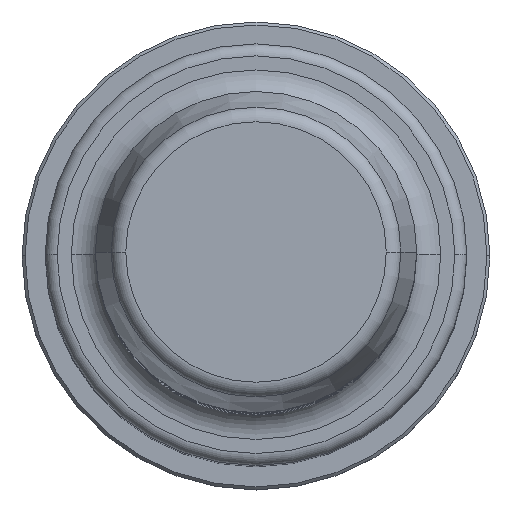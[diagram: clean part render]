
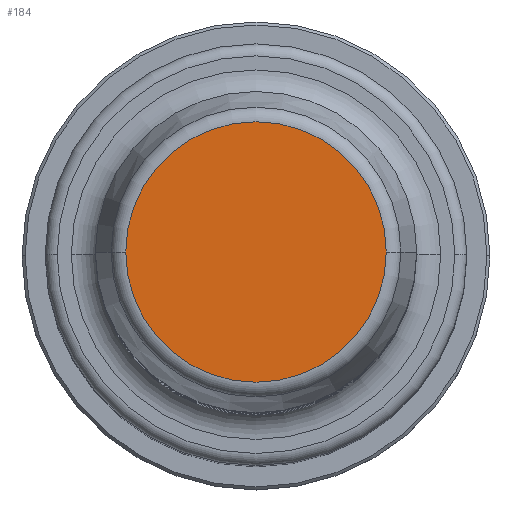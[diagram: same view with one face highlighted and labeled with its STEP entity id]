
A CAD part, top view. The second image highlights one B-rep face of the part: STEP entity #184.
In plain terms, the highlighted planar face has unit normal (0, 0, 1).
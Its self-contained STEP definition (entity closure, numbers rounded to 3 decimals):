
#184=ADVANCED_FACE('',(#373),#374,.T.);
#373=FACE_OUTER_BOUND('',#567,.T.);
#374=PLANE('',#568);
#567=EDGE_LOOP('',(#1000,#1001));
#568=AXIS2_PLACEMENT_3D('',#1002,#1003,#1004);
#1000=ORIENTED_EDGE('',*,*,#1252,.T.);
#1001=ORIENTED_EDGE('',*,*,#1168,.T.);
#1002=CARTESIAN_POINT('',(8.0,0.0,231.0));
#1003=DIRECTION('',(0.0,0.0,1.0));
#1004=DIRECTION('',(-1.0,0.0,0.0));
#1168=EDGE_CURVE('',#1392,#1389,#1393,.T.);
#1252=EDGE_CURVE('',#1389,#1392,#1498,.T.);
#1389=VERTEX_POINT('',#1649);
#1392=VERTEX_POINT('',#1652);
#1393=CIRCLE('',#1653,12.973);
#1498=CIRCLE('',#1774,12.973);
#1649=CARTESIAN_POINT('',(12.973,0.0,231.0));
#1652=CARTESIAN_POINT('',(-12.973,0.,231.0));
#1653=AXIS2_PLACEMENT_3D('',#1942,#1943,#1944);
#1774=AXIS2_PLACEMENT_3D('',#2075,#2076,#2077);
#1942=CARTESIAN_POINT('',(0.0,0.0,231.0));
#1943=DIRECTION('',(0.0,0.0,1.0));
#1944=DIRECTION('',(1.0,0.0,0.0));
#2075=CARTESIAN_POINT('',(0.0,0.0,231.0));
#2076=DIRECTION('',(0.0,0.0,1.0));
#2077=DIRECTION('',(1.0,0.0,0.0));
